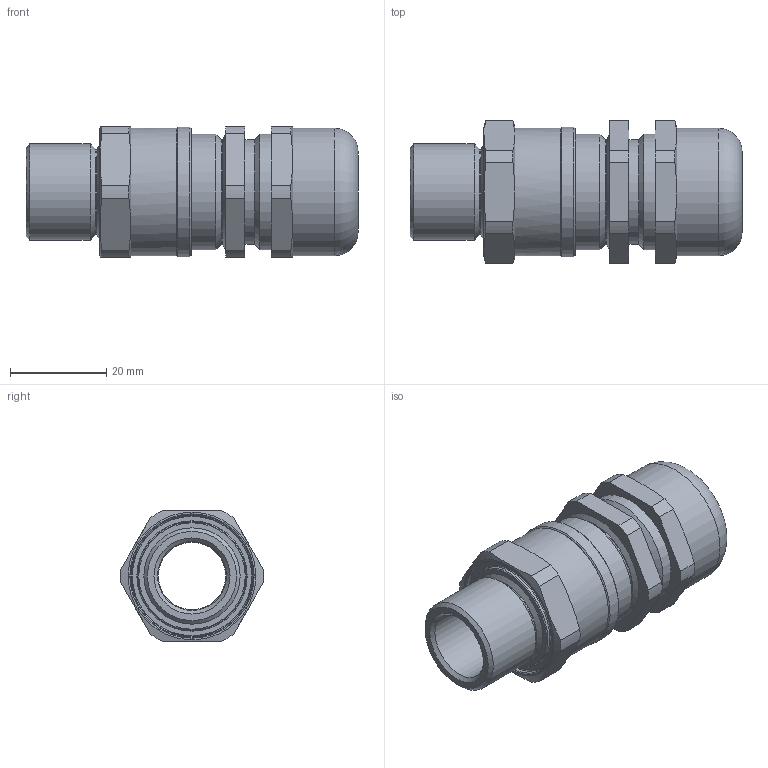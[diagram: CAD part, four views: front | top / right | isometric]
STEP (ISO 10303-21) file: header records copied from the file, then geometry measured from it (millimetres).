
FILE_DESCRIPTION (( 'STEP AP203' ), '1' );
FILE_NAME ('20RSS2K1RA.STEP', '2019-11-26T16:06:10', ( '' ), ( '' ), 'SwSTEP 2.0', 'SolidWorks 2017', '' );
FILE_SCHEMA (( 'CONFIG_CONTROL_DESIGN' ));
Length unit declared in the file: millimetre
Products named in the file (1): 20RSS2K1RA
Bounding box: 68.93 x 29.69 x 27 mm (x, y, z)
Surface area: 9538.1 mm2 (no closed solid volume)
Topology: 0 solids, 11 shells, 128 faces, 475 edges, 362 vertices
Faces by surface type: plane 49, cylinder 31, bspline 28, cone 15, torus 5
Full cylindrical faces by diameter (mm): 14 x1, 14.2 x1, 14.3 x1, 17.718 x1, 20 x1, 21.718 x1, 21.75 x1, 22.5 x1, 24 x2, 26.4 x1, 26.54 x1, 27 x1
Entity records: 7970 total; most frequent: CARTESIAN_POINT 4437, ORIENTED_EDGE 636, DIRECTION 565, EDGE_CURVE 435, VERTEX_POINT 355, LINE 199, VECTOR 199, EDGE_LOOP 189
